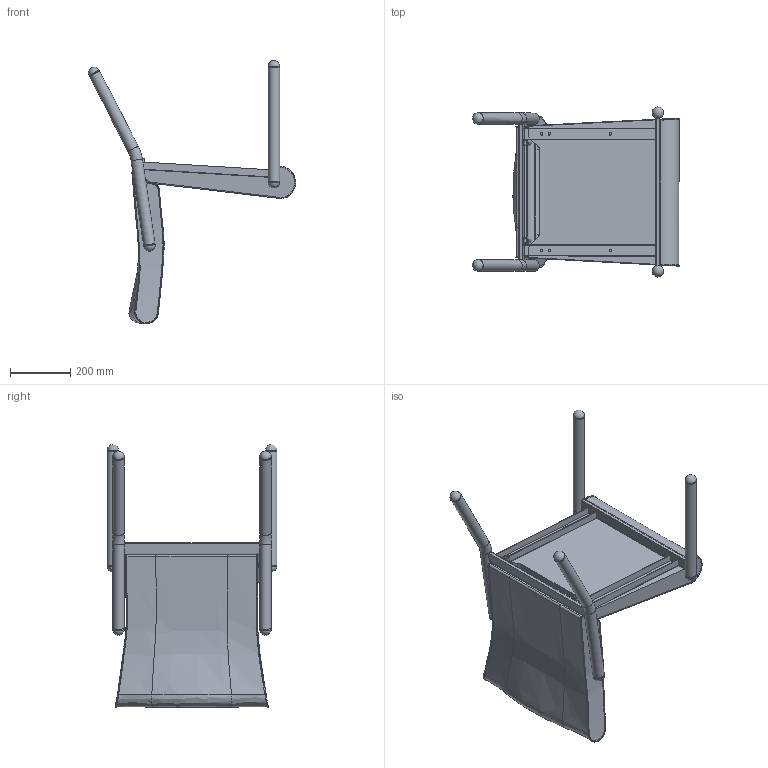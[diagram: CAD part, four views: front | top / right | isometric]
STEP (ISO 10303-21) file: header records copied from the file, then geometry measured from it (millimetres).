
FILE_DESCRIPTION((''),'2;1');
FILE_NAME('LF14NWS.stp','2011-04-07T12:34:15',('jkibby'),(''),'Autodesk Inventor 2010','Autodesk Inventor 2010','');
FILE_SCHEMA(('AUTOMOTIVE_DESIGN { 1 0 10303 214 1 1 1 1 }'));
Length unit declared in the file: inch
Products named in the file (13): LF12AWS; FRONT LEG ASM; FRONT LEG; FRONT CROSS MBR; SEAT RAIL; LF12 BACK-2; GLIDE; WALLSAVER REAR LEG ASM; REAR CROSS MBR; BACK TUBES; WALL SAVER REAR LEG; LF14 SEAT
Assembly tree (22 placements, depth 3):
  LF12AWS
    FRONT LEG ASM
      FRONT LEG  x2
      FRONT CROSS MBR
    SEAT RAIL  x2
    LF12 BACK-2
    GLIDE  x4
    WALLSAVER REAR LEG ASM
      REAR CROSS MBR
      BACK TUBES  x2
      WALL SAVER REAR LEG  x2
    LF14 SEAT
    GLIDE  x4
Bounding box: 689.77 x 565.15 x 874.6 mm (x, y, z)
Volume: 30619991 mm3; surface area: 2023323.8 mm2
Topology: 20 solids, 20 shells, 270 faces, 621 edges, 383 vertices
Faces by surface type: bspline 113, plane 82, cylinder 61, sphere 8, torus 4, cone 2
Full cylindrical faces by diameter (mm): 7.938 x6, 14.63 x2, 19.05 x2, 34.925 x12, 35.052 x2, 38.1 x6
Entity records: 13730 total; most frequent: CARTESIAN_POINT 8813, ORIENTED_EDGE 976, DIRECTION 826, EDGE_CURVE 488, AXIS2_PLACEMENT_3D 334, VERTEX_POINT 310, EDGE_LOOP 250, FACE_OUTER_BOUND 216
